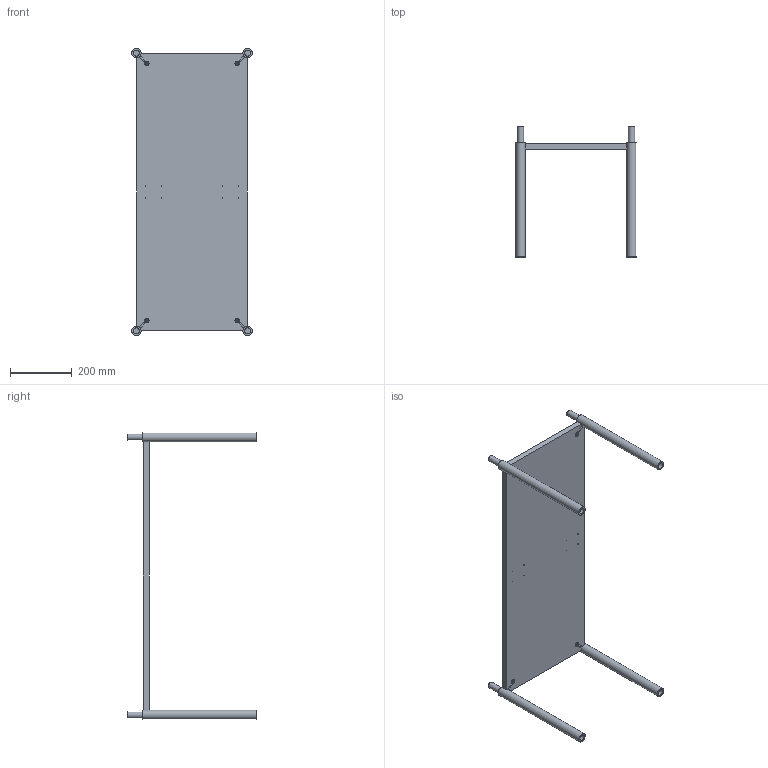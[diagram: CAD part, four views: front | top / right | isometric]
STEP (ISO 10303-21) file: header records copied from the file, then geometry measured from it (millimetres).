
FILE_DESCRIPTION(/* description */ (''),/* implementation_level */ '2;1');
FILE_NAME(/* name */ 'SCEENE_MODULE3_web.stp',/* time_stamp */ '2022-02-17T11:32:09+01:00',/* author */ ('mathi'),/* organization */ (''),/* preprocessor_version */ 'ST-DEVELOPER v18.1',/* originating_system */ 'Autodesk Inventor 2020',/* authorisation */ '');
FILE_SCHEMA (('AUTOMOTIVE_DESIGN { 1 0 10303 214 3 1 1 }'));
Length unit declared in the file: millimetre
Products named in the file (1): SCEENE_MODULE3_web
Bounding box: 389.89 x 420 x 929.89 mm (x, y, z)
Volume: 7053953.3 mm3; surface area: 885864.4 mm2
Topology: 4 solids, 5 shells, 322 faces, 852 edges, 552 vertices
Faces by surface type: plane 158, cylinder 116, cone 44, torus 4
Full cylindrical faces by diameter (mm): 1.5 x8, 4.917 x4, 6 x4, 7 x4, 7.3 x8, 10 x4, 16 x4, 20 x12, 30 x4
Entity records: 11770 total; most frequent: CARTESIAN_POINT 3853, ORIENTED_EDGE 1688, DIRECTION 1534, EDGE_CURVE 844, AXIS2_PLACEMENT_3D 587, VERTEX_POINT 552, EDGE_LOOP 366, LINE 360
